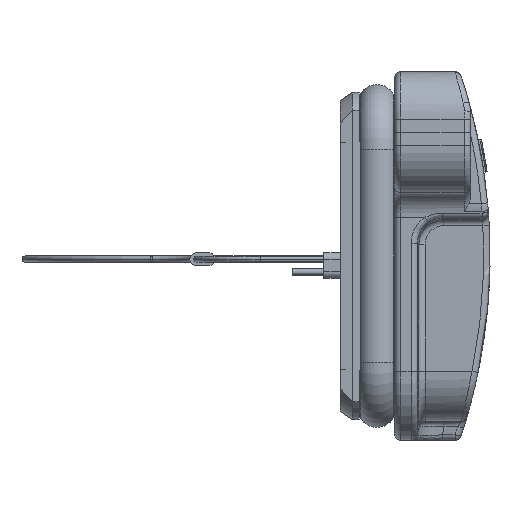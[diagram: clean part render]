
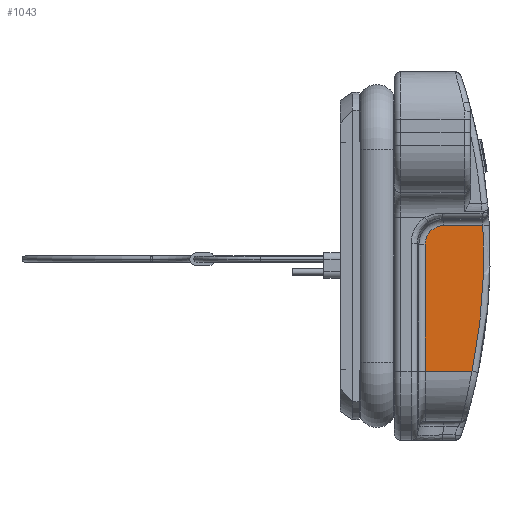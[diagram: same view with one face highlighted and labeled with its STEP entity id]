
A CAD part, left-side view. The second image highlights one B-rep face of the part: STEP entity #1043.
In plain terms, the highlighted planar face has unit normal (-1, 0, -0.018).
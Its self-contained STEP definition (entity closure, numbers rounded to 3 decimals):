
#438=CIRCLE('',#8697,89.027);
#808=PLANE('',#8698);
#1043=ADVANCED_FACE('',(#1726),#808,.F.);
#1726=FACE_OUTER_BOUND('',#2234,.T.);
#2234=EDGE_LOOP('',(#4196,#4197,#4198,#4199,#4200));
#2759=LINE('',#13770,#3143);
#2764=LINE('',#13861,#3148);
#3143=VECTOR('',#9953,1.);
#3148=VECTOR('',#9978,1.);
#4196=ORIENTED_EDGE('',*,*,#7158,.F.);
#4197=ORIENTED_EDGE('',*,*,#7136,.T.);
#4198=ORIENTED_EDGE('',*,*,#7140,.T.);
#4199=ORIENTED_EDGE('',*,*,#7156,.T.);
#4200=ORIENTED_EDGE('',*,*,#7159,.F.);
#6203=VERTEX_POINT('',#13748);
#6205=VERTEX_POINT('',#13756);
#6207=VERTEX_POINT('',#13768);
#6218=VERTEX_POINT('',#13837);
#6219=VERTEX_POINT('',#13862);
#7136=EDGE_CURVE('',#6205,#6203,#8131,.T.);
#7140=EDGE_CURVE('',#6203,#6207,#2759,.T.);
#7156=EDGE_CURVE('',#6207,#6218,#8142,.T.);
#7158=EDGE_CURVE('',#6205,#6219,#2764,.T.);
#7159=EDGE_CURVE('',#6219,#6218,#438,.T.);
#8131=B_SPLINE_CURVE_WITH_KNOTS('',3,(#13750,#13751,#13752,#13753,#13754,
#13755),.UNSPECIFIED.,.F.,.F.,(4,2,4),(0.,0.5,1.),.UNSPECIFIED.);
#8142=B_SPLINE_CURVE_WITH_KNOTS('',3,(#13833,#13834,#13835,#13836),
 .UNSPECIFIED.,.F.,.F.,(4,4),(0.,1.),.UNSPECIFIED.);
#8697=AXIS2_PLACEMENT_3D('',#13863,#9979,#9980);
#8698=AXIS2_PLACEMENT_3D('',#13864,#9981,#9982);
#9953=DIRECTION('',(0.017,0.,-1.));
#9978=DIRECTION('',(0.,-1.,0.));
#9979=DIRECTION('',(1.,0.,0.017));
#9980=DIRECTION('',(-0.001,-0.999,0.054));
#9981=DIRECTION('',(1.,0.,0.017));
#9982=DIRECTION('',(0.,1.,0.));
#13748=CARTESIAN_POINT('',(-61.631,15.153,1.817));
#13750=CARTESIAN_POINT('',(-61.683,12.194,4.775));
#13751=CARTESIAN_POINT('',(-61.683,12.975,4.77));
#13752=CARTESIAN_POINT('',(-61.677,13.738,4.465));
#13753=CARTESIAN_POINT('',(-61.658,14.841,3.364));
#13754=CARTESIAN_POINT('',(-61.645,15.147,2.6));
#13755=CARTESIAN_POINT('',(-61.631,15.153,1.817));
#13756=CARTESIAN_POINT('',(-61.683,12.194,4.775));
#13768=CARTESIAN_POINT('',(-61.283,15.153,-18.14));
#13770=CARTESIAN_POINT('',(-61.631,15.153,1.817));
#13833=CARTESIAN_POINT('',(-61.283,15.153,-18.14));
#13834=CARTESIAN_POINT('',(-61.283,12.697,-18.14));
#13835=CARTESIAN_POINT('',(-61.283,10.241,-18.14));
#13836=CARTESIAN_POINT('',(-61.283,7.785,-18.14));
#13837=CARTESIAN_POINT('',(-61.283,7.785,-18.14));
#13861=CARTESIAN_POINT('',(-61.683,12.194,4.775));
#13862=CARTESIAN_POINT('',(-61.683,6.049,4.775));
#13863=CARTESIAN_POINT('',(-61.599,94.947,-0.017));
#13864=CARTESIAN_POINT('',(-61.483,10.529,-6.682));
